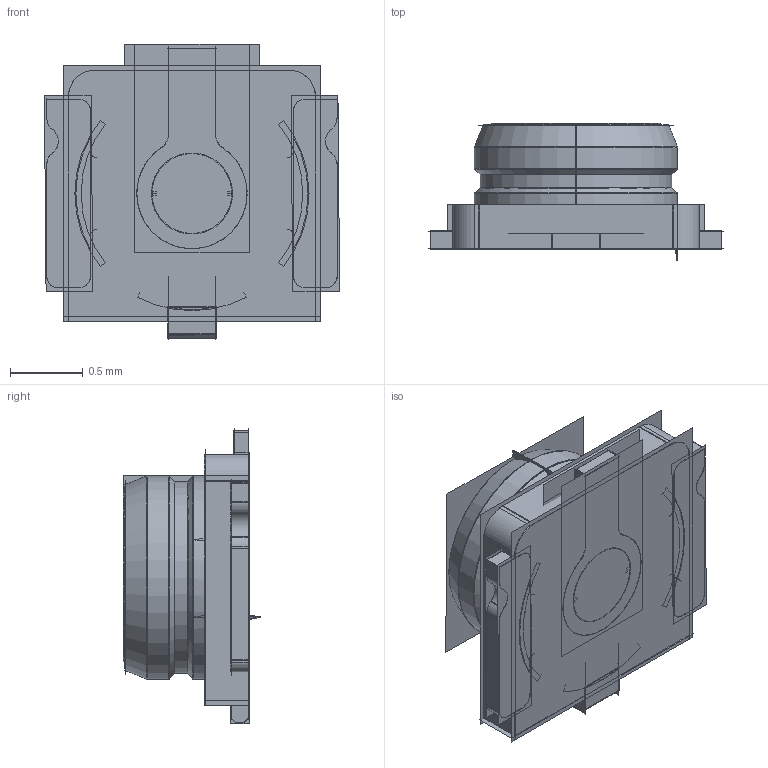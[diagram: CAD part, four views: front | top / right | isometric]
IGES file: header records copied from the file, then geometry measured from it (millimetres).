
Start section:  PTC IGES file: uss-rf-iii-recep_asm.igs
Global section: file name: uss-rf-iii-recep_asm.igs; native system: Pro/ENGINEER by Parametric Technology Corporation; preprocessor: 2001280; author: EC-A06; organization: Unknown; date: 091109.140558; units: millimetre
Bounding box: 2.03 x 0.94 x 2.04 mm (x, y, z)
Surface area: 99 mm2 (no closed solid volume)
Topology: 0 solids, 0 shells, 318 faces, 3884 edges, 4488 vertices
Faces by surface type: revolution 174, bspline 144
